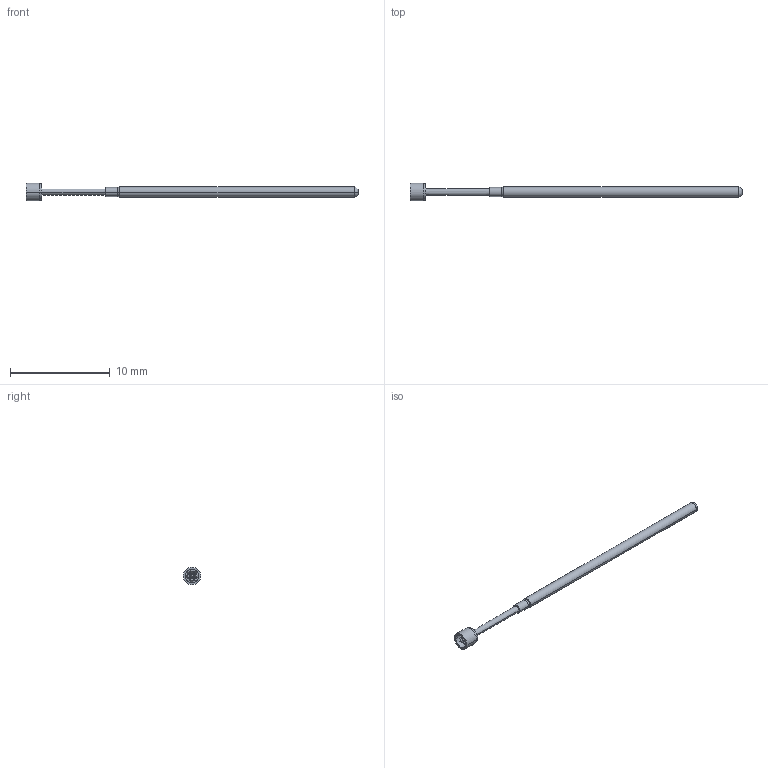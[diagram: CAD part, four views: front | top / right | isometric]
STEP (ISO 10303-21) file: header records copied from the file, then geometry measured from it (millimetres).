
FILE_DESCRIPTION (( 'STEP AP214' ), '1' );
FILE_NAME ('075-PR_2599_.STEP', '2012-02-03T11:52:48', ( 'Authorized User' ), ( '' ), 'SwSTEP 2.0', 'SolidWorks 2011', '' );
FILE_SCHEMA (( 'AUTOMOTIVE_DESIGN' ));
Length unit declared in the file: inch
Products named in the file (1): 075-PR_2599_
Bounding box: 33.35 x 1.78 x 1.78 mm (x, y, z)
Volume: 25.7 mm3; surface area: 119.6 mm2
Topology: 2 solids, 2 shells, 55 faces, 124 edges, 77 vertices
Faces by surface type: plane 35, cylinder 12, torus 6, cone 2
Entity records: 1573 total; most frequent: CARTESIAN_POINT 275, DIRECTION 266, ORIENTED_EDGE 248, EDGE_CURVE 124, AXIS2_PLACEMENT_3D 92, VECTOR 82, LINE 82, VERTEX_POINT 77
